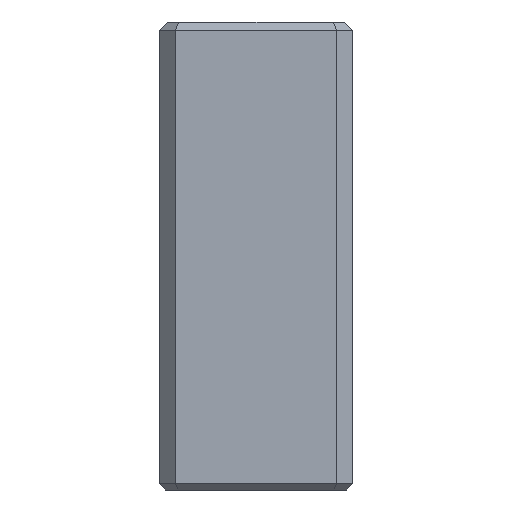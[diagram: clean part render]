
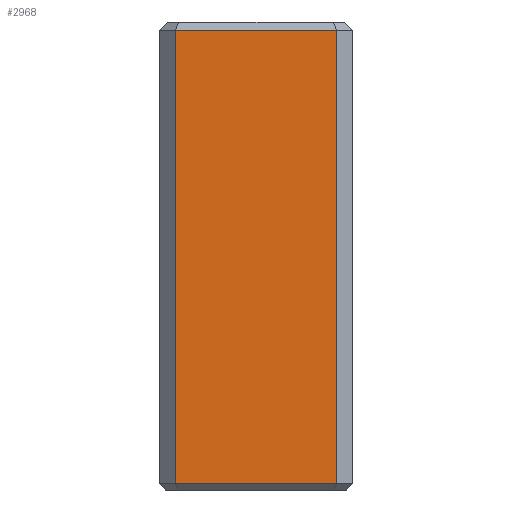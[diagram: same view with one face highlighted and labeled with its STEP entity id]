
A CAD part, left-side view. The second image highlights one B-rep face of the part: STEP entity #2968.
In plain terms, the highlighted planar face has unit normal (-1, 0, 0).
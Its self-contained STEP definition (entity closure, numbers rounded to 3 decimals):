
#6 = DIRECTION ( 'NONE',  ( 0., 0., -1. ) ) ;
#8 = EDGE_CURVE ( 'NONE', #3016, #407, #2238, .T. ) ;
#99 = CARTESIAN_POINT ( 'NONE',  ( -3., 2.5, 0.2 ) ) ;
#140 = ORIENTED_EDGE ( 'NONE', *, *, #1626, .T. ) ;
#154 = LINE ( 'NONE', #601, #1721 ) ;
#155 = CARTESIAN_POINT ( 'NONE',  ( -3., 2.5, 14.25 ) ) ;
#231 = VECTOR ( 'NONE', #2962, 1000. ) ;
#276 = EDGE_CURVE ( 'NONE', #1226, #3016, #154, .T. ) ;
#407 = VERTEX_POINT ( 'NONE', #2744 ) ;
#476 = LINE ( 'NONE', #2099, #1239 ) ;
#601 = CARTESIAN_POINT ( 'NONE',  ( -3., -2.5, 14. ) ) ;
#1047 = VECTOR ( 'NONE', #2008, 1000. ) ;
#1106 = CARTESIAN_POINT ( 'NONE',  ( -3., -2.5, 14.25 ) ) ;
#1226 = VERTEX_POINT ( 'NONE', #2077 ) ;
#1239 = VECTOR ( 'NONE', #6, 1000. ) ;
#1313 = DIRECTION ( 'NONE',  ( 0., 0., -1. ) ) ;
#1337 = ORIENTED_EDGE ( 'NONE', *, *, #2325, .T. ) ;
#1496 = AXIS2_PLACEMENT_3D ( 'NONE', #2670, #2442, #1313 ) ;
#1532 = ORIENTED_EDGE ( 'NONE', *, *, #276, .T. ) ;
#1626 = EDGE_CURVE ( 'NONE', #407, #2758, #476, .T. ) ;
#1721 = VECTOR ( 'NONE', #2022, 1000. ) ;
#1975 = FACE_OUTER_BOUND ( 'NONE', #2402, .T. ) ;
#2008 = DIRECTION ( 'NONE',  ( 0., 1., 0. ) ) ;
#2022 = DIRECTION ( 'NONE',  ( 0., 0., 1. ) ) ;
#2077 = CARTESIAN_POINT ( 'NONE',  ( -3., -2.5, 0.2 ) ) ;
#2083 = ORIENTED_EDGE ( 'NONE', *, *, #8, .T. ) ;
#2099 = CARTESIAN_POINT ( 'NONE',  ( -3., 2.5, 14. ) ) ;
#2238 = LINE ( 'NONE', #155, #1047 ) ;
#2247 = PLANE ( 'NONE',  #1496 ) ;
#2309 = CARTESIAN_POINT ( 'NONE',  ( -3., -2.5, 0.2 ) ) ;
#2325 = EDGE_CURVE ( 'NONE', #2758, #1226, #2775, .T. ) ;
#2402 = EDGE_LOOP ( 'NONE', ( #1532, #2083, #140, #1337 ) ) ;
#2442 = DIRECTION ( 'NONE',  ( 1., 0., 0. ) ) ;
#2670 = CARTESIAN_POINT ( 'NONE',  ( -3., -3., 14. ) ) ;
#2744 = CARTESIAN_POINT ( 'NONE',  ( -3., 2.5, 14.25 ) ) ;
#2758 = VERTEX_POINT ( 'NONE', #99 ) ;
#2775 = LINE ( 'NONE', #2309, #231 ) ;
#2962 = DIRECTION ( 'NONE',  ( 0., -1., 0. ) ) ;
#2968 = ADVANCED_FACE ( 'NONE', ( #1975 ), #2247, .F. ) ;
#3016 = VERTEX_POINT ( 'NONE', #1106 ) ;
